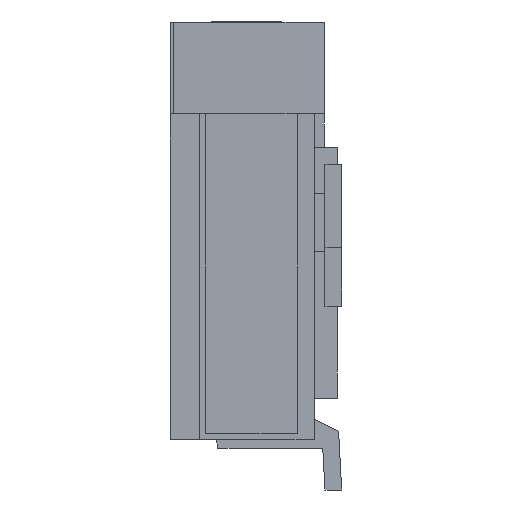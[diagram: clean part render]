
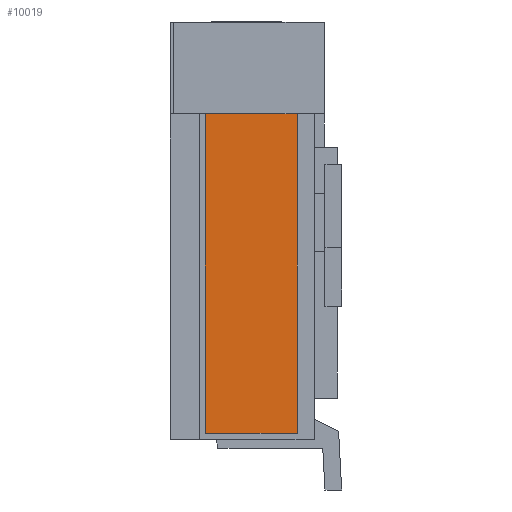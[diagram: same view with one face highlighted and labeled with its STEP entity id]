
A CAD part, left-side view. The second image highlights one B-rep face of the part: STEP entity #10019.
In plain terms, the highlighted planar face has unit normal (-1, 0, 0).
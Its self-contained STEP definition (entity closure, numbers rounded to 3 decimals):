
#581=DIRECTION('',(0.,1.,0.));
#582=VECTOR('',#581,1.1);
#583=CARTESIAN_POINT('',(-12.244,0.48,-1.099));
#584=LINE('',#583,#582);
#585=DIRECTION('',(0.,0.,1.));
#586=VECTOR('',#585,3.821);
#587=CARTESIAN_POINT('',(-12.244,0.48,-4.92));
#588=LINE('',#587,#586);
#589=DIRECTION('',(0.,0.,-1.));
#590=VECTOR('',#589,3.821);
#591=CARTESIAN_POINT('',(-12.244,1.58,-1.099));
#592=LINE('',#591,#590);
#601=DIRECTION('',(0.,-1.,0.));
#602=VECTOR('',#601,1.1);
#603=CARTESIAN_POINT('',(-12.244,1.58,-4.92));
#604=LINE('',#603,#602);
#8389=CARTESIAN_POINT('',(-12.244,0.48,-1.099));
#8390=CARTESIAN_POINT('',(-12.244,1.58,-1.099));
#8391=VERTEX_POINT('',#8389);
#8392=VERTEX_POINT('',#8390);
#8397=CARTESIAN_POINT('',(-12.244,0.48,-4.92));
#8398=VERTEX_POINT('',#8397);
#8403=CARTESIAN_POINT('',(-12.244,1.58,-4.92));
#8404=VERTEX_POINT('',#8403);
#10006=CARTESIAN_POINT('',(-12.244,1.03,-3.01));
#10007=DIRECTION('',(1.,0.,0.));
#10008=DIRECTION('',(0.,0.,1.));
#10009=AXIS2_PLACEMENT_3D('',#10006,#10007,#10008);
#10010=PLANE('',#10009);
#10011=ORIENTED_EDGE('',*,*,#9951,.F.);
#10013=ORIENTED_EDGE('',*,*,#10012,.F.);
#10015=ORIENTED_EDGE('',*,*,#10014,.F.);
#10016=ORIENTED_EDGE('',*,*,#9999,.F.);
#10017=EDGE_LOOP('',(#10011,#10013,#10015,#10016));
#10018=FACE_OUTER_BOUND('',#10017,.F.);
#10019=ADVANCED_FACE('',(#10018),#10010,.F.);
#9951=EDGE_CURVE('',#8391,#8392,#584,.T.);
#9999=EDGE_CURVE('',#8392,#8404,#592,.T.);
#10012=EDGE_CURVE('',#8398,#8391,#588,.T.);
#10014=EDGE_CURVE('',#8404,#8398,#604,.T.);
